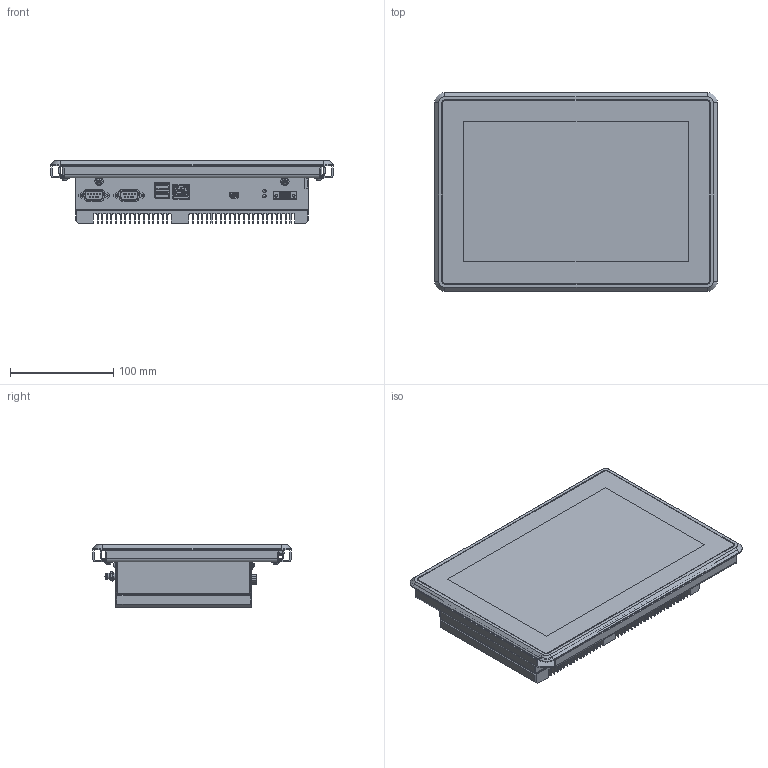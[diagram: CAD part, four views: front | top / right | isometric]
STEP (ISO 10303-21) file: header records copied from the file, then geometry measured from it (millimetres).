
FILE_DESCRIPTION(/* description */ (''),/* implementation_level */ '2;1');
FILE_NAME(/* name */ 'Wide PCT Panel (pITX) HMI.stp',/* time_stamp */ '2019-02-21T14:54:14+01:00',/* author */ ('AM'),/* organization */ (''),/* preprocessor_version */ 'ST-DEVELOPER v17.2',/* originating_system */ 'Autodesk Inventor 2019',/* authorisation */ '');
FILE_SCHEMA (('AUTOMOTIVE_DESIGN { 1 0 10303 214 3 1 1 }'));
Products named in the file (3): Wide PCT Panel Commercial (pITX) HMI; HB101PU81-2_Shrinkwrap_1; HB101PU81-2_Shrinkwrap_1_1
Assembly tree (2 placements, depth 2):
  Wide PCT Panel Commercial (pITX) HMI
    HB101PU81-2_Shrinkwrap_1
    HB101PU81-2_Shrinkwrap_1_1
Bounding box: 273.66 x 192.3 x 60.5 mm (x, y, z)
Volume: 400535.2 mm3; surface area: 451334 mm2
Topology: 25 solids, 28 shells, 5044 faces, 14567 edges, 9592 vertices
Faces by surface type: plane 3335, cylinder 1344, cone 230, torus 63, bspline 52, sphere 20
Full cylindrical faces by diameter (mm): 0.6 x2, 0.92 x3, 1 x18, 1.1 x2, 1.675 x3, 1.8 x1, 2 x2, 2.156 x4, 2.28 x6, 2.283 x2, 2.3 x9, 2.459 x8, 2.7 x2, 2.845 x4, 2.975 x3, 3 x16, 3.099 x2, 3.2 x4, 3.3 x2, 3.5 x6, 3.8 x4, 4 x4, 4.025 x3, 4.2 x4, 4.64 x3, 5 x2, 5.35 x6, 5.4 x14, 5.5 x6, 5.65 x3
Entity records: 174695 total; most frequent: CARTESIAN_POINT 34678, ORIENTED_EDGE 28918, DIRECTION 27628, EDGE_CURVE 14530, LINE 10190, VECTOR 10190, VERTEX_POINT 9592, AXIS2_PLACEMENT_3D 8719
